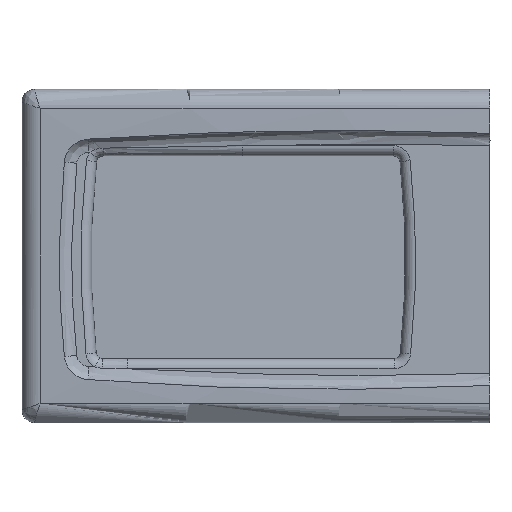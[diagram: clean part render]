
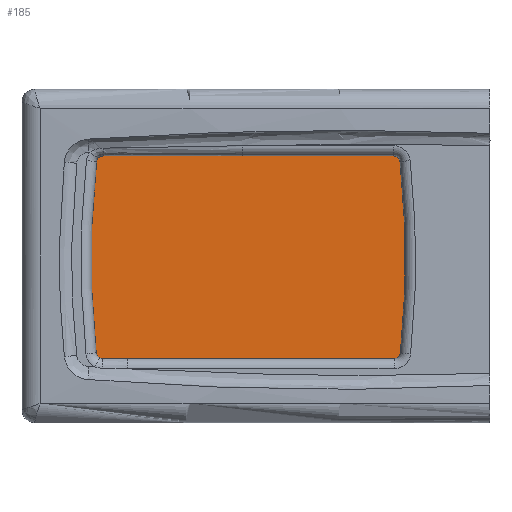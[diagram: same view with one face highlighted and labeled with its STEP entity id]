
A CAD part, front view. The second image highlights one B-rep face of the part: STEP entity #185.
In plain terms, the highlighted planar face has unit normal (0, -1, 0).
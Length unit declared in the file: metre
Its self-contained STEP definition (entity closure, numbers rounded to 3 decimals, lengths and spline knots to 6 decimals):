
#185 = ADVANCED_FACE( 'NONE', ( #371 ), #372, .F. );
#371 = FACE_OUTER_BOUND( '', #744, .T. );
#372 = PLANE( '', #745 );
#744 = EDGE_LOOP( '', ( #1591, #1592, #1593, #1594, #1595, #1596 ) );
#745 = AXIS2_PLACEMENT_3D( '', #1597, #1598, #1599 );
#1591 = ORIENTED_EDGE( '', *, *, #1839, .T. );
#1592 = ORIENTED_EDGE( '', *, *, #1916, .T. );
#1593 = ORIENTED_EDGE( '', *, *, #1853, .T. );
#1594 = ORIENTED_EDGE( '', *, *, #1834, .T. );
#1595 = ORIENTED_EDGE( '', *, *, #1849, .T. );
#1596 = ORIENTED_EDGE( '', *, *, #1972, .T. );
#1597 = CARTESIAN_POINT( '', ( -0.736264, -0.402724, 0.234643 ) );
#1598 = DIRECTION( '', ( 0., 1., 0. ) );
#1599 = DIRECTION( '', ( 1., 0., 0. ) );
#1834 = EDGE_CURVE( 'NONE', #2044, #2045, #2046, .T. );
#1839 = EDGE_CURVE( 'NONE', #2053, #2054, #2055, .T. );
#1849 = EDGE_CURVE( 'NONE', #2045, #2071, #2072, .T. );
#1853 = EDGE_CURVE( 'NONE', #2077, #2044, #2078, .T. );
#1916 = EDGE_CURVE( 'NONE', #2054, #2077, #2180, .T. );
#1972 = EDGE_CURVE( 'NONE', #2071, #2053, #2260, .T. );
#2044 = VERTEX_POINT( 'NONE', #2346 );
#2045 = VERTEX_POINT( 'NONE', #2347 );
#2046 = CIRCLE( '', #2348, 0.007 );
#2053 = VERTEX_POINT( 'NONE', #2357 );
#2054 = VERTEX_POINT( 'NONE', #2358 );
#2055 = LINE( '', #2359, #2360 );
#2071 = VERTEX_POINT( 'NONE', #2383 );
#2072 = LINE( '', #2384, #2385 );
#2077 = VERTEX_POINT( 'NONE', #2392 );
#2078 = LINE( '', #2393, #2394 );
#2180 = LINE( '', #2586, #2587 );
#2260 = CIRCLE( '', #2760, 0.007 );
#2346 = CARTESIAN_POINT( '', ( -0.914126, -0.402724, 0.360393 ) );
#2347 = CARTESIAN_POINT( '', ( -0.915764, -0.402724, 0.355893 ) );
#2348 = AXIS2_PLACEMENT_3D( '', #3157, #3158, #3159 );
#2357 = CARTESIAN_POINT( '', ( -0.908764, -0.402724, 0.108893 ) );
#2358 = CARTESIAN_POINT( '', ( -0.556764, -0.402724, 0.108893 ) );
#2359 = CARTESIAN_POINT( '', ( -0.908764, -0.402724, 0.108893 ) );
#2360 = VECTOR( '', #3165, 1. );
#2383 = CARTESIAN_POINT( '', ( -0.915764, -0.402724, 0.115893 ) );
#2384 = CARTESIAN_POINT( '', ( -0.915764, -0.402724, 0.355893 ) );
#2385 = VECTOR( '', #3173, 1. );
#2392 = CARTESIAN_POINT( '', ( -0.556764, -0.402724, 0.360393 ) );
#2393 = CARTESIAN_POINT( '', ( -0.556764, -0.402724, 0.360393 ) );
#2394 = VECTOR( '', #3176, 1. );
#2586 = CARTESIAN_POINT( '', ( -0.556764, -0.402724, 0.108893 ) );
#2587 = VECTOR( '', #3266, 1. );
#2760 = AXIS2_PLACEMENT_3D( '', #3349, #3350, #3351 );
#3157 = CARTESIAN_POINT( '', ( -0.908764, -0.402724, 0.355893 ) );
#3158 = DIRECTION( '', ( 0., -1., 0. ) );
#3159 = DIRECTION( '', ( -0.766, 0., 0.643 ) );
#3165 = DIRECTION( '', ( 1., 0., 0. ) );
#3173 = DIRECTION( '', ( 0., 0., -1. ) );
#3176 = DIRECTION( '', ( -1., 0., 0. ) );
#3266 = DIRECTION( '', ( 0., 0., 1. ) );
#3349 = CARTESIAN_POINT( '', ( -0.908764, -0.402724, 0.115893 ) );
#3350 = DIRECTION( '', ( 0., -1., 0. ) );
#3351 = DIRECTION( '', ( -1., 0., 0. ) );
